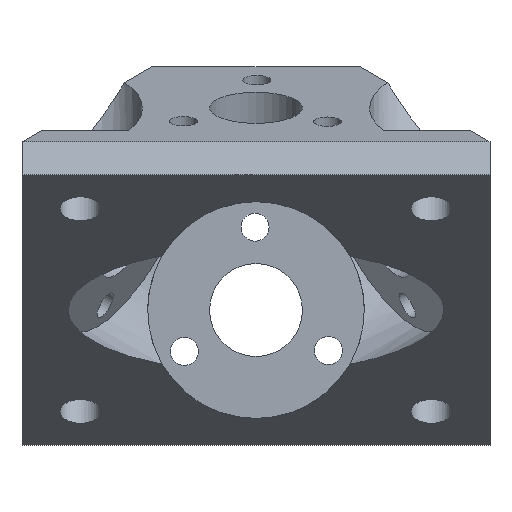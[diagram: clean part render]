
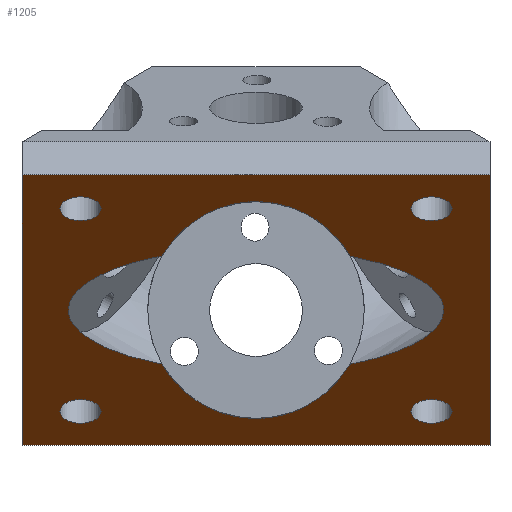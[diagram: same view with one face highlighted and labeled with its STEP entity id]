
A CAD part, left-side view. The second image highlights one B-rep face of the part: STEP entity #1205.
In plain terms, the highlighted planar face has unit normal (-0.577, 0, -0.817).
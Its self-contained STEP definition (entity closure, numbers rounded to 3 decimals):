
#562=CARTESIAN_POINT('',(-16.418,18.,11.609));
#563=VERTEX_POINT('',#562);
#578=CARTESIAN_POINT('',(-14.697,18.,10.392));
#579=DIRECTION('',(-0.577,0.,-0.817));
#580=DIRECTION('',(-0.817,0.,0.577));
#581=AXIS2_PLACEMENT_3D('',#578,#579,#580);
#582=CIRCLE('',#581,2.108);
#583=EDGE_CURVE('',#563,#563,#582,.T.);
#651=CARTESIAN_POINT('',(-7.858,9.624,5.556));
#652=VERTEX_POINT('',#651);
#660=CARTESIAN_POINT('',(7.858,9.624,-5.557));
#661=VERTEX_POINT('',#660);
#662=CARTESIAN_POINT('',(0.,-0.,0.));
#663=DIRECTION('',(0.577,-0.,0.817));
#664=DIRECTION('',(-0.,-1.,0.));
#665=AXIS2_PLACEMENT_3D('',#662,#663,#664);
#666=ELLIPSE('',#665,19.248,11.113);
#667=EDGE_CURVE('',#661,#652,#666,.T.);
#798=CARTESIAN_POINT('',(7.858,-9.624,-5.557));
#799=VERTEX_POINT('',#798);
#807=CARTESIAN_POINT('',(-7.858,-9.624,5.556));
#808=VERTEX_POINT('',#807);
#809=CARTESIAN_POINT('',(0.,-0.,0.));
#810=DIRECTION('',(0.577,-0.,0.817));
#811=DIRECTION('',(-0.,-1.,0.));
#812=AXIS2_PLACEMENT_3D('',#809,#810,#811);
#813=ELLIPSE('',#812,19.248,11.113);
#814=EDGE_CURVE('',#808,#799,#813,.T.);
#920=CARTESIAN_POINT('',(-19.596,24.,13.856));
#921=VERTEX_POINT('',#920);
#928=CARTESIAN_POINT('',(-19.596,-24.,13.856));
#929=VERTEX_POINT('',#928);
#930=CARTESIAN_POINT('',(-19.596,24.,13.856));
#931=DIRECTION('',(-0.,-1.,0.));
#932=VECTOR('',#931,48.);
#933=LINE('',#930,#932);
#934=EDGE_CURVE('',#921,#929,#933,.T.);
#1007=CARTESIAN_POINT('',(0.,-0.,0.));
#1008=DIRECTION('',(0.577,-0.,0.817));
#1009=DIRECTION('',(-0.817,0.,0.577));
#1010=AXIS2_PLACEMENT_3D('',#1007,#1008,#1009);
#1011=ELLIPSE('',#1010,19.248,11.113);
#1012=EDGE_CURVE('',#799,#661,#1011,.T.);
#1088=CARTESIAN_POINT('',(19.596,-24.,-13.857));
#1089=VERTEX_POINT('',#1088);
#1090=CARTESIAN_POINT('',(-19.596,-24.,13.856));
#1091=DIRECTION('',(0.817,-0.,-0.577));
#1092=VECTOR('',#1091,48.);
#1093=LINE('',#1090,#1092);
#1094=EDGE_CURVE('',#929,#1089,#1093,.T.);
#1112=CARTESIAN_POINT('',(19.596,24.,-13.857));
#1113=VERTEX_POINT('',#1112);
#1114=CARTESIAN_POINT('',(19.596,-24.,-13.857));
#1115=DIRECTION('',(0.,1.,-0.));
#1116=VECTOR('',#1115,48.);
#1117=LINE('',#1114,#1116);
#1118=EDGE_CURVE('',#1089,#1113,#1117,.T.);
#1136=CARTESIAN_POINT('',(19.596,24.,-13.857));
#1137=DIRECTION('',(-0.817,0.,0.577));
#1138=VECTOR('',#1137,48.);
#1139=LINE('',#1136,#1138);
#1140=EDGE_CURVE('',#1113,#921,#1139,.T.);
#1146=CARTESIAN_POINT('',(0.,-0.,0.));
#1147=DIRECTION('',(-0.577,0.,-0.817));
#1148=DIRECTION('',(-0.817,0.,0.577));
#1149=AXIS2_PLACEMENT_3D('',#1146,#1147,#1148);
#1150=PLANE('',#1149);
#1151=ORIENTED_EDGE('',*,*,#583,.F.);
#1152=EDGE_LOOP('',(#1151));
#1153=FACE_BOUND('',#1152,.T.);
#1154=CARTESIAN_POINT('',(12.976,-18.,-9.175));
#1155=VERTEX_POINT('',#1154);
#1156=CARTESIAN_POINT('',(14.697,-18.,-10.393));
#1157=DIRECTION('',(0.577,-0.,0.817));
#1158=DIRECTION('',(-0.817,0.,0.577));
#1159=AXIS2_PLACEMENT_3D('',#1156,#1157,#1158);
#1160=CIRCLE('',#1159,2.108);
#1161=EDGE_CURVE('',#1155,#1155,#1160,.T.);
#1162=ORIENTED_EDGE('',*,*,#1161,.T.);
#1163=EDGE_LOOP('',(#1162));
#1164=FACE_BOUND('',#1163,.T.);
#1165=CARTESIAN_POINT('',(12.976,18.,-9.175));
#1166=VERTEX_POINT('',#1165);
#1167=CARTESIAN_POINT('',(14.697,18.,-10.393));
#1168=DIRECTION('',(0.577,-0.,0.817));
#1169=DIRECTION('',(-0.817,0.,0.577));
#1170=AXIS2_PLACEMENT_3D('',#1167,#1168,#1169);
#1171=CIRCLE('',#1170,2.108);
#1172=EDGE_CURVE('',#1166,#1166,#1171,.T.);
#1173=ORIENTED_EDGE('',*,*,#1172,.T.);
#1174=EDGE_LOOP('',(#1173));
#1175=FACE_BOUND('',#1174,.T.);
#1176=CARTESIAN_POINT('',(-16.418,-18.,11.609));
#1177=VERTEX_POINT('',#1176);
#1178=CARTESIAN_POINT('',(-14.697,-18.,10.392));
#1179=DIRECTION('',(0.577,-0.,0.817));
#1180=DIRECTION('',(-0.817,0.,0.577));
#1181=AXIS2_PLACEMENT_3D('',#1178,#1179,#1180);
#1182=CIRCLE('',#1181,2.108);
#1183=EDGE_CURVE('',#1177,#1177,#1182,.T.);
#1184=ORIENTED_EDGE('',*,*,#1183,.T.);
#1185=EDGE_LOOP('',(#1184));
#1186=FACE_BOUND('',#1185,.T.);
#1187=ORIENTED_EDGE('',*,*,#814,.T.);
#1188=ORIENTED_EDGE('',*,*,#1012,.T.);
#1189=ORIENTED_EDGE('',*,*,#667,.T.);
#1190=CARTESIAN_POINT('',(0.,-0.,0.));
#1191=DIRECTION('',(0.577,-0.,0.817));
#1192=DIRECTION('',(-0.817,0.,0.577));
#1193=AXIS2_PLACEMENT_3D('',#1190,#1191,#1192);
#1194=ELLIPSE('',#1193,19.248,11.113);
#1195=EDGE_CURVE('',#652,#808,#1194,.T.);
#1196=ORIENTED_EDGE('',*,*,#1195,.T.);
#1197=EDGE_LOOP('',(#1187,#1188,#1189,#1196));
#1198=FACE_BOUND('',#1197,.T.);
#1199=ORIENTED_EDGE('',*,*,#934,.F.);
#1200=ORIENTED_EDGE('',*,*,#1140,.F.);
#1201=ORIENTED_EDGE('',*,*,#1118,.F.);
#1202=ORIENTED_EDGE('',*,*,#1094,.F.);
#1203=EDGE_LOOP('',(#1199,#1200,#1201,#1202));
#1204=FACE_BOUND('',#1203,.T.);
#1205=ADVANCED_FACE('',(#1153,#1164,#1175,#1186,#1198,#1204),#1150,.T.);
